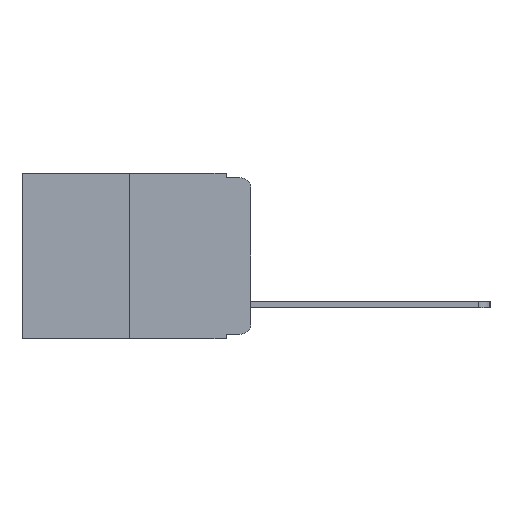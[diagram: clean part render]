
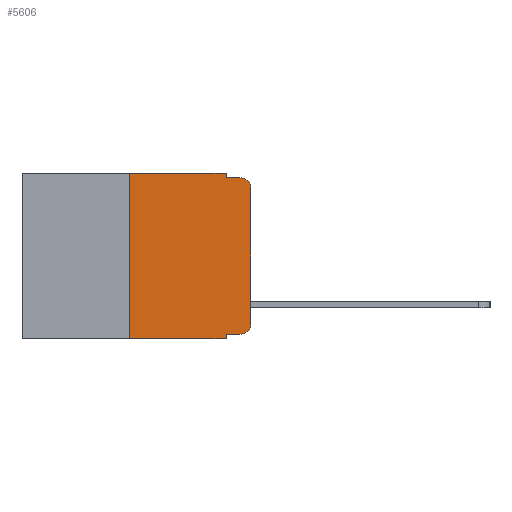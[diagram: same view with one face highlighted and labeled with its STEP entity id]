
A CAD part, left-side view. The second image highlights one B-rep face of the part: STEP entity #5606.
In plain terms, the highlighted planar face has unit normal (-1, 0, 0).
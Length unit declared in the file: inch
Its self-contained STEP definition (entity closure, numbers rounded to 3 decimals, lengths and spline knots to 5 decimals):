
#401 = CARTESIAN_POINT ( 'NONE',  ( 0., 0.25, -0.343 ) ) ;
#448 = LINE ( 'NONE', #10875, #6638 ) ;
#500 = LINE ( 'NONE', #9575, #6679 ) ;
#574 = PLANE ( 'NONE',  #3315 ) ;
#586 = CARTESIAN_POINT ( 'NONE',  ( 0., 0.051, -0.01 ) ) ;
#892 = LINE ( 'NONE', #8523, #3856 ) ;
#1226 = AXIS2_PLACEMENT_3D ( 'NONE', #10105, #3783, #10981 ) ;
#1246 = DIRECTION ( 'NONE',  ( 0., 0., -1. ) ) ;
#1809 = DIRECTION ( 'NONE',  ( 0., 0., -1. ) ) ;
#2294 = DIRECTION ( 'NONE',  ( 0., -1., 0. ) ) ;
#2781 = CARTESIAN_POINT ( 'NONE',  ( 0., 0.25, 0. ) ) ;
#3171 = DIRECTION ( 'NONE',  ( 0., 0., -1. ) ) ;
#3254 = EDGE_LOOP ( 'NONE', ( #10429, #4771, #4030, #4086, #3394, #3690, #7383, #4542, #11281, #6362 ) ) ;
#3315 = AXIS2_PLACEMENT_3D ( 'NONE', #13158, #9672, #3171 ) ;
#3382 = EDGE_CURVE ( 'NONE', #3571, #4304, #11543, .T. ) ;
#3394 = ORIENTED_EDGE ( 'NONE', *, *, #11055, .F. ) ;
#3398 = CARTESIAN_POINT ( 'NONE',  ( 0., 0.051, -0.343 ) ) ;
#3571 = VERTEX_POINT ( 'NONE', #11230 ) ;
#3690 = ORIENTED_EDGE ( 'NONE', *, *, #10215, .F. ) ;
#3761 = LINE ( 'NONE', #8001, #9191 ) ;
#3783 = DIRECTION ( 'NONE',  ( -1., 0., 0. ) ) ;
#3856 = VECTOR ( 'NONE', #4222, 39.37008 ) ;
#4030 = ORIENTED_EDGE ( 'NONE', *, *, #5999, .F. ) ;
#4086 = ORIENTED_EDGE ( 'NONE', *, *, #13320, .F. ) ;
#4140 = VERTEX_POINT ( 'NONE', #401 ) ;
#4222 = DIRECTION ( 'NONE',  ( 0., -1., 0. ) ) ;
#4304 = VERTEX_POINT ( 'NONE', #3398 ) ;
#4542 = ORIENTED_EDGE ( 'NONE', *, *, #3382, .F. ) ;
#4771 = ORIENTED_EDGE ( 'NONE', *, *, #10963, .T. ) ;
#4830 = VERTEX_POINT ( 'NONE', #6725 ) ;
#4984 = VECTOR ( 'NONE', #10257, 39.37008 ) ;
#5098 = EDGE_CURVE ( 'NONE', #4830, #6223, #448, .T. ) ;
#5606 = ADVANCED_FACE ( 'NONE', ( #8500 ), #574, .F. ) ;
#5999 = EDGE_CURVE ( 'NONE', #9342, #7386, #892, .T. ) ;
#6014 = DIRECTION ( 'NONE',  ( 0., 0., -1. ) ) ;
#6223 = VERTEX_POINT ( 'NONE', #12375 ) ;
#6362 = ORIENTED_EDGE ( 'NONE', *, *, #13588, .T. ) ;
#6513 = CARTESIAN_POINT ( 'NONE',  ( 0., 0.02, -0.333 ) ) ;
#6638 = VECTOR ( 'NONE', #12644, 39.37008 ) ;
#6679 = VECTOR ( 'NONE', #1809, 39.37008 ) ;
#6725 = CARTESIAN_POINT ( 'NONE',  ( 0., 0., -0.313 ) ) ;
#7290 = CARTESIAN_POINT ( 'NONE',  ( 0., 0.473, -0.343 ) ) ;
#7383 = ORIENTED_EDGE ( 'NONE', *, *, #11943, .T. ) ;
#7386 = VERTEX_POINT ( 'NONE', #8594 ) ;
#7849 = VECTOR ( 'NONE', #8990, 39.37008 ) ;
#8001 = CARTESIAN_POINT ( 'NONE',  ( 0., 0.051, -0.333 ) ) ;
#8116 = LINE ( 'NONE', #7290, #12670 ) ;
#8200 = DIRECTION ( 'NONE',  ( -1., 0., 0. ) ) ;
#8500 = FACE_OUTER_BOUND ( 'NONE', #3254, .T. ) ;
#8523 = CARTESIAN_POINT ( 'NONE',  ( 0., 0.051, -0.01 ) ) ;
#8594 = CARTESIAN_POINT ( 'NONE',  ( 0., 0.02, -0.01 ) ) ;
#8666 = VERTEX_POINT ( 'NONE', #6513 ) ;
#8990 = DIRECTION ( 'NONE',  ( 0., 0., 1. ) ) ;
#9170 = VECTOR ( 'NONE', #6014, 39.37008 ) ;
#9191 = VECTOR ( 'NONE', #2294, 39.37008 ) ;
#9274 = DIRECTION ( 'NONE',  ( 0., -1., 0. ) ) ;
#9342 = VERTEX_POINT ( 'NONE', #586 ) ;
#9356 = CARTESIAN_POINT ( 'NONE',  ( 0., 0.473, 0. ) ) ;
#9360 = CIRCLE ( 'NONE', #1226, 0.02 ) ;
#9575 = CARTESIAN_POINT ( 'NONE',  ( 0., 0.051, 0. ) ) ;
#9672 = DIRECTION ( 'NONE',  ( 1., 0., 0. ) ) ;
#10105 = CARTESIAN_POINT ( 'NONE',  ( 0., 0.02, -0.03 ) ) ;
#10215 = EDGE_CURVE ( 'NONE', #4140, #11384, #12964, .T. ) ;
#10257 = DIRECTION ( 'NONE',  ( 0., -1., 0. ) ) ;
#10429 = ORIENTED_EDGE ( 'NONE', *, *, #5098, .T. ) ;
#10462 = VERTEX_POINT ( 'NONE', #11229 ) ;
#10495 = CIRCLE ( 'NONE', #10658, 0.02 ) ;
#10658 = AXIS2_PLACEMENT_3D ( 'NONE', #13615, #8200, #1246 ) ;
#10875 = CARTESIAN_POINT ( 'NONE',  ( 0., 0., 0. ) ) ;
#10963 = EDGE_CURVE ( 'NONE', #6223, #7386, #9360, .T. ) ;
#10981 = DIRECTION ( 'NONE',  ( 0., 0., -1. ) ) ;
#11055 = EDGE_CURVE ( 'NONE', #11384, #10462, #12678, .T. ) ;
#11229 = CARTESIAN_POINT ( 'NONE',  ( 0., 0.051, 0. ) ) ;
#11230 = CARTESIAN_POINT ( 'NONE',  ( 0., 0.051, -0.333 ) ) ;
#11281 = ORIENTED_EDGE ( 'NONE', *, *, #13518, .T. ) ;
#11384 = VERTEX_POINT ( 'NONE', #2781 ) ;
#11543 = LINE ( 'NONE', #11597, #9170 ) ;
#11597 = CARTESIAN_POINT ( 'NONE',  ( 0., 0.051, 0. ) ) ;
#11943 = EDGE_CURVE ( 'NONE', #4140, #4304, #8116, .T. ) ;
#12375 = CARTESIAN_POINT ( 'NONE',  ( 0., 0., -0.03 ) ) ;
#12502 = CARTESIAN_POINT ( 'NONE',  ( 0., 0.25, 0. ) ) ;
#12644 = DIRECTION ( 'NONE',  ( 0., 0., 1. ) ) ;
#12670 = VECTOR ( 'NONE', #9274, 39.37008 ) ;
#12678 = LINE ( 'NONE', #9356, #4984 ) ;
#12964 = LINE ( 'NONE', #12502, #7849 ) ;
#13158 = CARTESIAN_POINT ( 'NONE',  ( 0., 0.473, 0. ) ) ;
#13320 = EDGE_CURVE ( 'NONE', #10462, #9342, #500, .T. ) ;
#13518 = EDGE_CURVE ( 'NONE', #3571, #8666, #3761, .T. ) ;
#13588 = EDGE_CURVE ( 'NONE', #8666, #4830, #10495, .T. ) ;
#13615 = CARTESIAN_POINT ( 'NONE',  ( 0., 0.02, -0.313 ) ) ;
